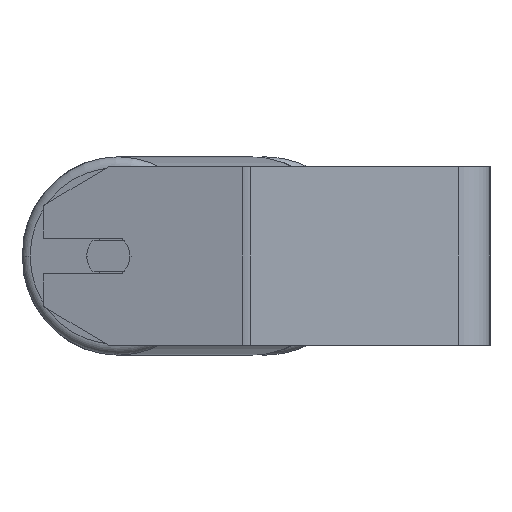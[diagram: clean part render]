
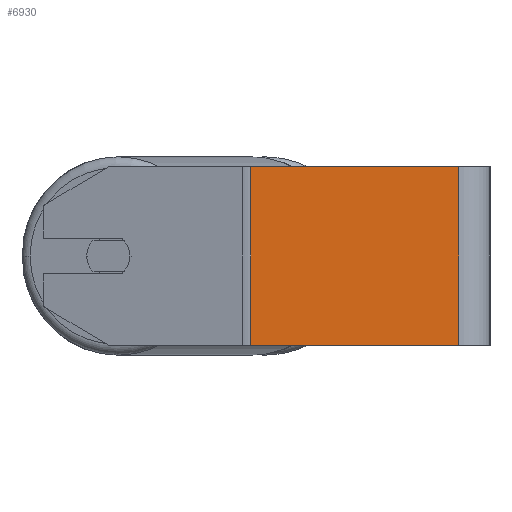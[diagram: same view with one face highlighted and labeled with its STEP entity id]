
A CAD part, left-side view. The second image highlights one B-rep face of the part: STEP entity #6930.
In plain terms, the highlighted planar face has unit normal (-1, 0, 0).
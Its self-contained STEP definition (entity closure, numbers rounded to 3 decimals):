
#69 = VERTEX_POINT ( 'NONE', #2127 ) ;
#918 = EDGE_CURVE ( 'NONE', #4818, #69, #6447, .T. ) ;
#1131 = CARTESIAN_POINT ( 'NONE',  ( -415., 109.23, 40. ) ) ;
#1302 = EDGE_CURVE ( 'NONE', #69, #7433, #5882, .T. ) ;
#1596 = VECTOR ( 'NONE', #7840, 1000. ) ;
#1702 = CARTESIAN_POINT ( 'NONE',  ( -415., 107.387, 40. ) ) ;
#1796 = DIRECTION ( 'NONE',  ( 0., -1., 0. ) ) ;
#2043 = DIRECTION ( 'NONE',  ( 0., 0., -1. ) ) ;
#2083 = AXIS2_PLACEMENT_3D ( 'NONE', #7213, #8579, #4407 ) ;
#2127 = CARTESIAN_POINT ( 'NONE',  ( -415., 107.387, -40. ) ) ;
#2199 = CARTESIAN_POINT ( 'NONE',  ( -415., 107.387, 40. ) ) ;
#2573 = CARTESIAN_POINT ( 'NONE',  ( -415., 14., 40. ) ) ;
#3159 = FACE_OUTER_BOUND ( 'NONE', #5719, .T. ) ;
#3236 = EDGE_CURVE ( 'NONE', #4818, #7896, #7868, .T. ) ;
#3798 = ORIENTED_EDGE ( 'NONE', *, *, #918, .T. ) ;
#4395 = DIRECTION ( 'NONE',  ( 0., 0., -1. ) ) ;
#4407 = DIRECTION ( 'NONE',  ( 0., 0., -1. ) ) ;
#4575 = ORIENTED_EDGE ( 'NONE', *, *, #1302, .T. ) ;
#4818 = VERTEX_POINT ( 'NONE', #2199 ) ;
#5202 = PLANE ( 'NONE',  #2083 ) ;
#5404 = LINE ( 'NONE', #8120, #7192 ) ;
#5719 = EDGE_LOOP ( 'NONE', ( #4575, #7164, #6884, #3798 ) ) ;
#5882 = LINE ( 'NONE', #6423, #1596 ) ;
#5971 = VECTOR ( 'NONE', #4395, 1000. ) ;
#6423 = CARTESIAN_POINT ( 'NONE',  ( -415., 109.23, -40. ) ) ;
#6447 = LINE ( 'NONE', #1702, #5971 ) ;
#6884 = ORIENTED_EDGE ( 'NONE', *, *, #3236, .F. ) ;
#6930 = ADVANCED_FACE ( 'NONE', ( #3159 ), #5202, .F. ) ;
#7164 = ORIENTED_EDGE ( 'NONE', *, *, #8070, .F. ) ;
#7192 = VECTOR ( 'NONE', #2043, 1000. ) ;
#7213 = CARTESIAN_POINT ( 'NONE',  ( -415., 109.23, 40. ) ) ;
#7433 = VERTEX_POINT ( 'NONE', #7732 ) ;
#7732 = CARTESIAN_POINT ( 'NONE',  ( -415., 14., -40. ) ) ;
#7840 = DIRECTION ( 'NONE',  ( 0., -1., 0. ) ) ;
#7868 = LINE ( 'NONE', #1131, #8139 ) ;
#7896 = VERTEX_POINT ( 'NONE', #2573 ) ;
#8070 = EDGE_CURVE ( 'NONE', #7896, #7433, #5404, .T. ) ;
#8120 = CARTESIAN_POINT ( 'NONE',  ( -415., 14., 40. ) ) ;
#8139 = VECTOR ( 'NONE', #1796, 1000. ) ;
#8579 = DIRECTION ( 'NONE',  ( 1., 0., 0. ) ) ;
